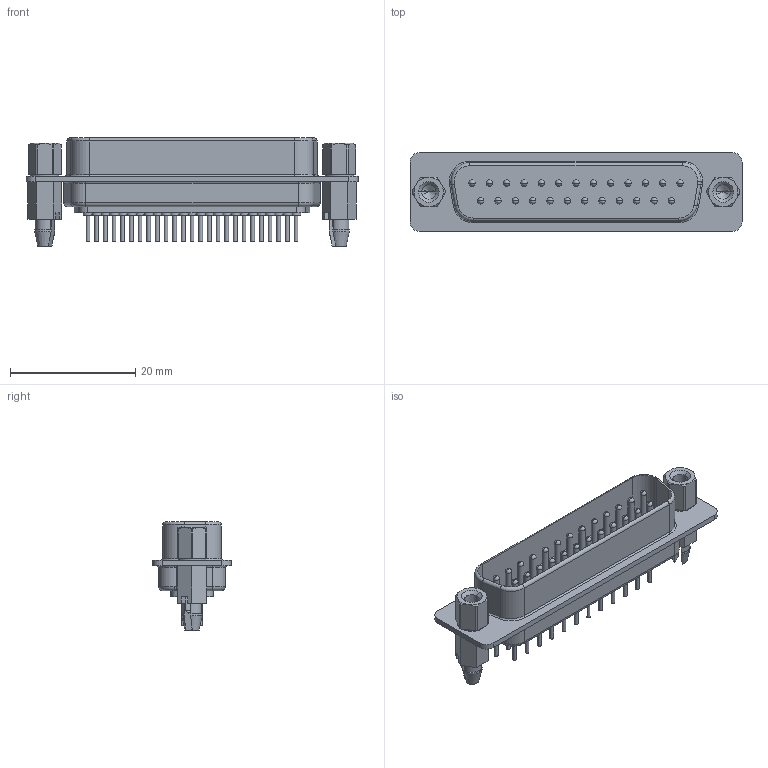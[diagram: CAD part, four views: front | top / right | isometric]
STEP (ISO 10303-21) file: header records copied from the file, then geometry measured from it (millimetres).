
FILE_DESCRIPTION (( 'STEP AP214' ), '1' );
FILE_NAME ('K85X(HT)-BD-25P-BRJ_rA2.STEP', '2013-03-22T18:45:23', ( 'Daniel' ), ( 'Microsoft' ), 'SwSTEP 2.0', 'SolidWorks 2012', '' );
FILE_SCHEMA (( 'AUTOMOTIVE_DESIGN' ));
Length unit declared in the file: millimetre
Products named in the file (1): K85X(HT)-BD-25P-BRJ_rA2
Bounding box: 53.04 x 12.55 x 17.3 mm (x, y, z)
Volume: 3206.5 mm3; surface area: 4295 mm2
Topology: 1 solids, 5 shells, 483 faces, 1175 edges, 730 vertices
Faces by surface type: cylinder 240, plane 129, sphere 50, cone 40, torus 24
Entity records: 14911 total; most frequent: DIRECTION 2598, CARTESIAN_POINT 2453, ORIENTED_EDGE 2142, AXIS2_PLACEMENT_3D 1081, EDGE_CURVE 1071, VERTEX_POINT 680, CIRCLE 597, EDGE_LOOP 573
